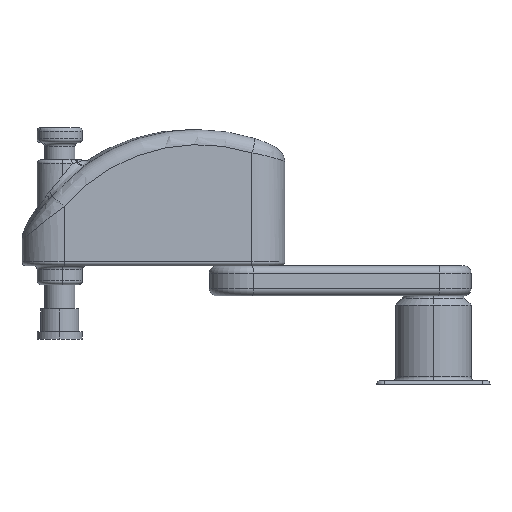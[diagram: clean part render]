
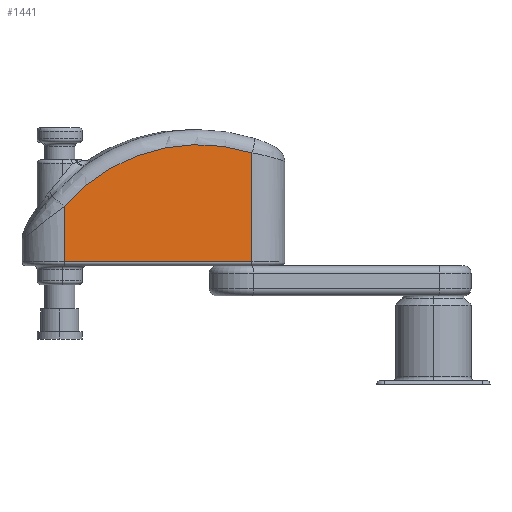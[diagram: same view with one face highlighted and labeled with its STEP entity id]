
A CAD part, left-side view. The second image highlights one B-rep face of the part: STEP entity #1441.
In plain terms, the highlighted face is planar.
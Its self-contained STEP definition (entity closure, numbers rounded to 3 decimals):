
#156 = DIRECTION ( 'NONE',  ( -1., 0., 0. ) ) ;
#160 = CARTESIAN_POINT ( 'NONE',  ( 241.914, -153.91, 0. ) ) ;
#290 = LINE ( 'NONE', #2643, #1711 ) ;
#576 = CARTESIAN_POINT ( 'NONE',  ( 100., 298.715, 0. ) ) ;
#671 = DIRECTION ( 'NONE',  ( 0., 0., -1. ) ) ;
#772 = DIRECTION ( 'NONE',  ( 0., 0., -1. ) ) ;
#776 = DIRECTION ( 'NONE',  ( -1., 0., 0. ) ) ;
#1228 = CARTESIAN_POINT ( 'NONE',  ( 100., 10., 0. ) ) ;
#1293 = VECTOR ( 'NONE', #1856, 1000. ) ;
#1438 = ORIENTED_EDGE ( 'NONE', *, *, #3831, .T. ) ;
#1441 = ADVANCED_FACE ( 'NONE', ( #6560 ), #2228, .T. ) ;
#1667 = EDGE_CURVE ( 'NONE', #6141, #3657, #6469, .T. ) ;
#1711 = VECTOR ( 'NONE', #156, 1000. ) ;
#1770 = VECTOR ( 'NONE', #6517, 1000. ) ;
#1856 = DIRECTION ( 'NONE',  ( 0., -1., 0. ) ) ;
#2208 = DIRECTION ( 'NONE',  ( -1., 0., 0. ) ) ;
#2220 = AXIS2_PLACEMENT_3D ( 'NONE', #160, #671, #776 ) ;
#2228 = PLANE ( 'NONE',  #2220 ) ;
#2247 = EDGE_LOOP ( 'NONE', ( #4503, #5950, #1438, #6471 ) ) ;
#2250 = LINE ( 'NONE', #4486, #1770 ) ;
#2336 = EDGE_CURVE ( 'NONE', #4282, #3404, #290, .T. ) ;
#2643 = CARTESIAN_POINT ( 'NONE',  ( 100., 10., 0. ) ) ;
#2690 = AXIS2_PLACEMENT_3D ( 'NONE', #4768, #772, #2208 ) ;
#2985 = CARTESIAN_POINT ( 'NONE',  ( 600., 10., 0. ) ) ;
#3404 = VERTEX_POINT ( 'NONE', #1228 ) ;
#3657 = VERTEX_POINT ( 'NONE', #5884 ) ;
#3831 = EDGE_CURVE ( 'NONE', #3404, #6141, #2250, .T. ) ;
#4282 = VERTEX_POINT ( 'NONE', #2985 ) ;
#4486 = CARTESIAN_POINT ( 'NONE',  ( 100., 300., 0. ) ) ;
#4503 = ORIENTED_EDGE ( 'NONE', *, *, #5132, .T. ) ;
#4528 = LINE ( 'NONE', #4871, #1293 ) ;
#4768 = CARTESIAN_POINT ( 'NONE',  ( 241.914, -153.91, 0. ) ) ;
#4871 = CARTESIAN_POINT ( 'NONE',  ( 600., 0., 0. ) ) ;
#5132 = EDGE_CURVE ( 'NONE', #3657, #4282, #4528, .T. ) ;
#5884 = CARTESIAN_POINT ( 'NONE',  ( 600., 157.19, 0. ) ) ;
#5950 = ORIENTED_EDGE ( 'NONE', *, *, #2336, .T. ) ;
#6141 = VERTEX_POINT ( 'NONE', #576 ) ;
#6469 = CIRCLE ( 'NONE', #2690, 474.35 ) ;
#6471 = ORIENTED_EDGE ( 'NONE', *, *, #1667, .T. ) ;
#6517 = DIRECTION ( 'NONE',  ( 0., 1., 0. ) ) ;
#6560 = FACE_OUTER_BOUND ( 'NONE', #2247, .T. ) ;
